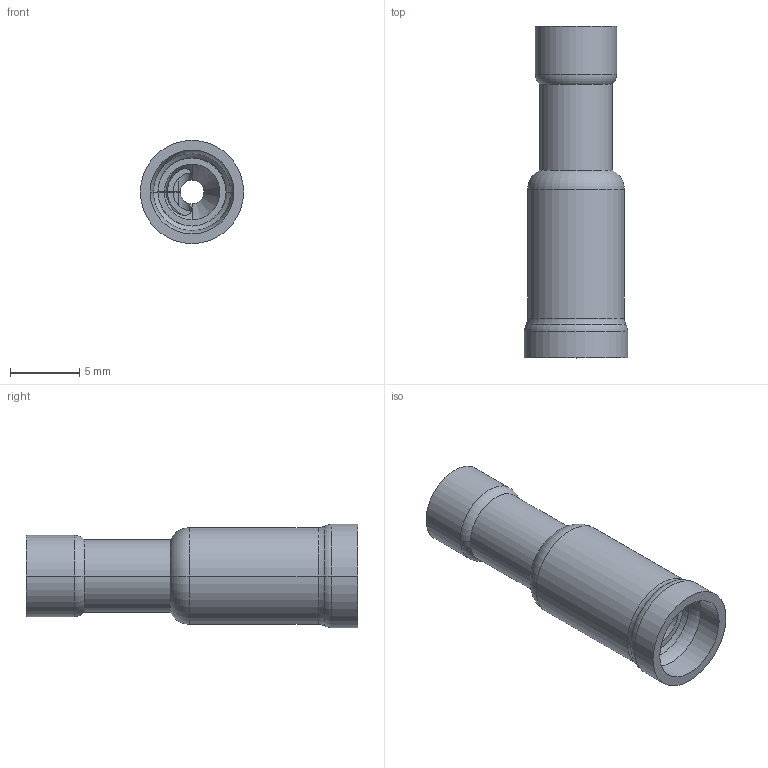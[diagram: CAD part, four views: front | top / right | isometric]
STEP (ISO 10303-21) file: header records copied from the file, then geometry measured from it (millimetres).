
FILE_DESCRIPTION (( 'STEP AP214' ), '1' );
FILE_NAME ('V70RV004001.step', '2017-09-28T13:30:46', ( '' ), ( '' ), 'SwSTEP 2.0', 'SolidWorks 2017', '' );
FILE_SCHEMA (( 'AUTOMOTIVE_DESIGN' ));
Length unit declared in the file: millimetre
Products named in the file (1): V70RV004001
Bounding box: 7.44 x 23.9 x 7.44 mm (x, y, z)
Volume: 409 mm3; surface area: 1447.5 mm2
Topology: 3 solids, 3 shells, 89 faces, 212 edges, 130 vertices
Faces by surface type: cylinder 40, plane 23, torus 18, cone 8
Entity records: 2757 total; most frequent: CARTESIAN_POINT 617, DIRECTION 458, ORIENTED_EDGE 424, EDGE_CURVE 212, AXIS2_PLACEMENT_3D 187, VERTEX_POINT 130, CIRCLE 97, EDGE_LOOP 96
